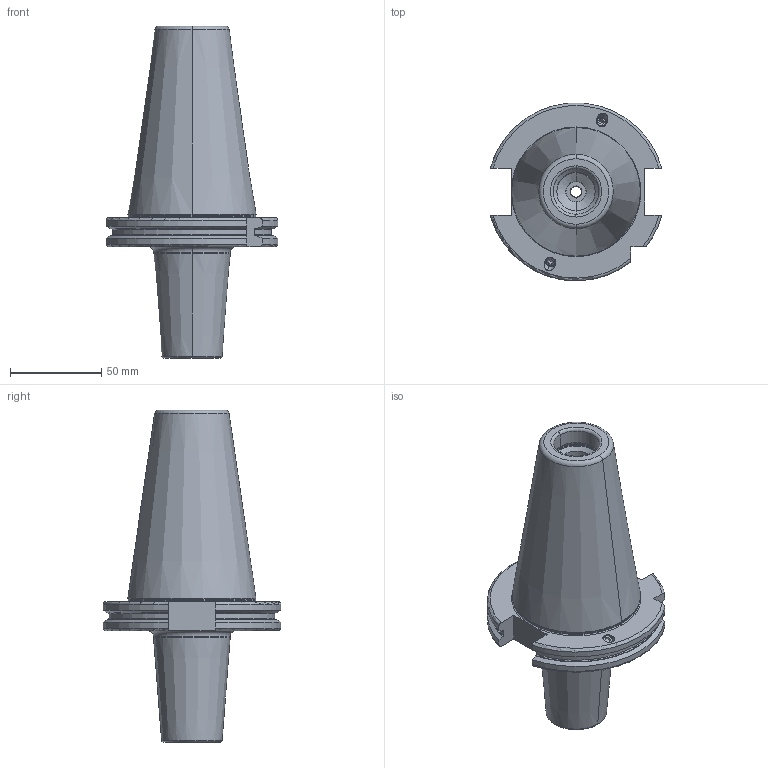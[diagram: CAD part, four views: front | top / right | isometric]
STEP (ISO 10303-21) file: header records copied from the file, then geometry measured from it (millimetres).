
FILE_DESCRIPTION((''),'2;1');
FILE_NAME('503_71_18_K','2020-09-01T',('104091'),(''),'CREO PARAMETRIC BY PTC INC, 2016260','CREO PARAMETRIC BY PTC INC, 2016260','');
FILE_SCHEMA(('CONFIG_CONTROL_DESIGN'));
Length unit declared in the file: millimetre
Products named in the file (1): 503_71_18_K
Bounding box: 94.05 x 97.31 x 181.75 mm (x, y, z)
Volume: 377686.1 mm3; surface area: 54801.5 mm2
Topology: 1 solids, 1 shells, 222 faces, 525 edges, 314 vertices
Faces by surface type: plane 71, cylinder 63, cone 56, torus 32
Entity records: 6923 total; most frequent: CARTESIAN_POINT 1783, DIRECTION 1098, ORIENTED_EDGE 1038, EDGE_CURVE 519, AXIS2_PLACEMENT_3D 422, VERTEX_POINT 314, VECTOR 254, LINE 254
